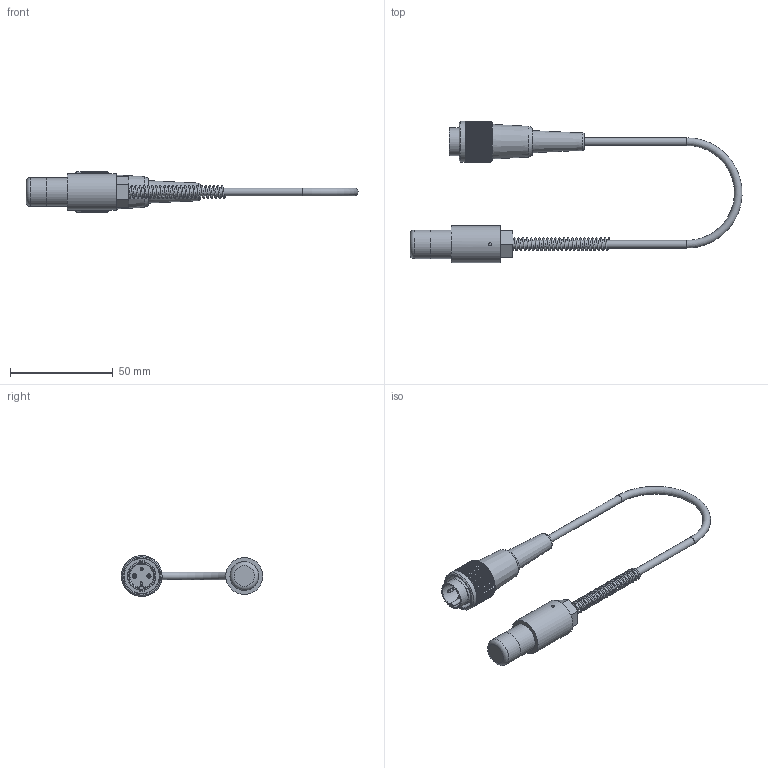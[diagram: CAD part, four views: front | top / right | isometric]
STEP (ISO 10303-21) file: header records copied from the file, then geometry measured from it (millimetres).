
FILE_DESCRIPTION(/* description */ (''),/* implementation_level */ '2;1');
FILE_NAME(/* name */ '1610 3914_XS3G-14_50L10.stp',/* time_stamp */ '2023-08-29T19:12:22+02:00',/* author */ ('kuttig'),/* organization */ (''),/* preprocessor_version */ 'ST-DEVELOPER v16.13',/* originating_system */ 'Autodesk Inventor 2018',/* authorisation */ '');
FILE_SCHEMA (('AUTOMOTIVE_DESIGN { 1 0 10303 214 3 1 1 }'));
Length unit declared in the file: millimetre
Products named in the file (1): 1610 3914_XS3G-14_50L10_Shrinkwrap_1
Bounding box: 161.82 x 68.95 x 19.9 mm (x, y, z)
Volume: 20499.2 mm3; surface area: 16325.1 mm2
Topology: 9 solids, 9 shells, 426 faces, 1170 edges, 761 vertices
Faces by surface type: plane 353, cylinder 39, cone 17, bspline 7, torus 6, sphere 4
Full cylindrical faces by diameter (mm): 1 x2, 1.49 x3, 1.5 x2, 2.459 x1, 3 x1, 3.7 x2, 4.917 x1, 6 x1, 6.3 x1, 7 x1, 8.38 x1, 10 x1, 10.2 x1, 13.6 x1, 13.9 x3, 14 x1, 17.1 x1, 18 x1, 19.9 x1
Entity records: 17884 total; most frequent: CARTESIAN_POINT 6585, DIRECTION 2294, ORIENTED_EDGE 2188, EDGE_CURVE 1094, AXIS2_PLACEMENT_3D 798, VERTEX_POINT 739, LINE 698, VECTOR 698
